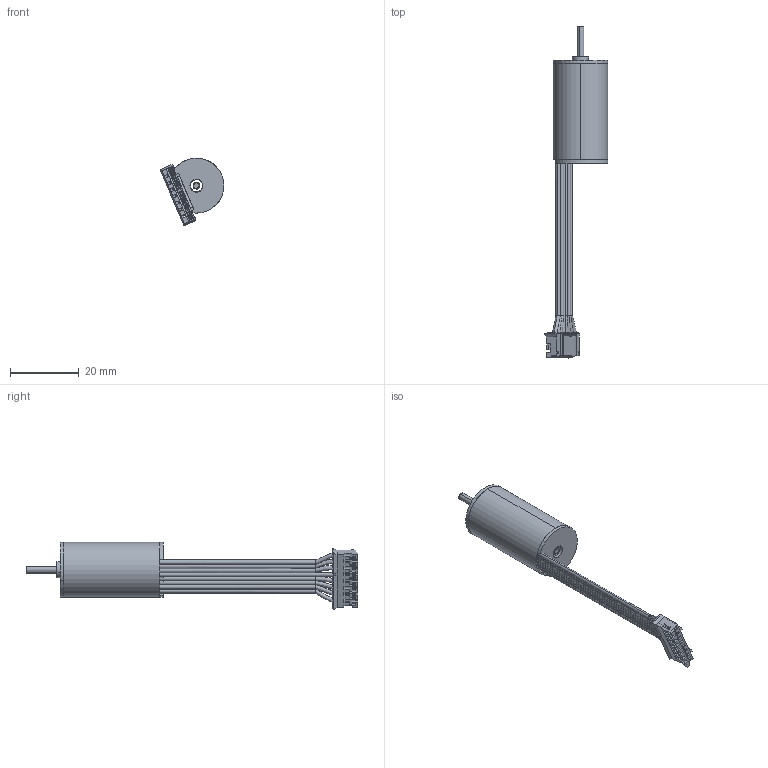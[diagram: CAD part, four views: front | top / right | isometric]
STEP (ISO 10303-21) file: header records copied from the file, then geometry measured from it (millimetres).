
FILE_DESCRIPTION (( 'STEP AP203' ), '1' );
FILE_NAME ('EC1630S.STEP', '2018-06-05T07:20:27', ( 'Sky123.Org' ), ( 'Sky123.Org' ), 'SwSTEP 2.0', 'SolidWorks 2013', '' );
FILE_SCHEMA (( 'CONFIG_CONTROL_DESIGN' ));
Length unit declared in the file: millimetre
Products named in the file (6): EC1630S; 01.07.0088 儂褲; 01.01.0028 ヶ傷裔; 01.02.0022 綴傷裔; 01.10.0344 粣; 01.14.0153 傷赽盄
Assembly tree (5 placements, depth 2):
  EC1630S
    01.07.0088 儂褲
    01.01.0028 ヶ傷裔
    01.02.0022 綴傷裔
    01.10.0344 粣
    01.14.0153 傷赽盄
Bounding box: 18.61 x 96.77 x 19.7 mm (x, y, z)
Volume: 2063 mm3; surface area: 7527.5 mm2
Topology: 4 solids, 30 shells, 482 faces, 1535 edges, 1036 vertices
Faces by surface type: plane 343, cylinder 109, bspline 14, cone 12, torus 4
Entity records: 17941 total; most frequent: CARTESIAN_POINT 3879, DIRECTION 2673, ORIENTED_EDGE 2654, EDGE_CURVE 1535, VECTOR 1259, LINE 1259, VERTEX_POINT 1036, AXIS2_PLACEMENT_3D 707
